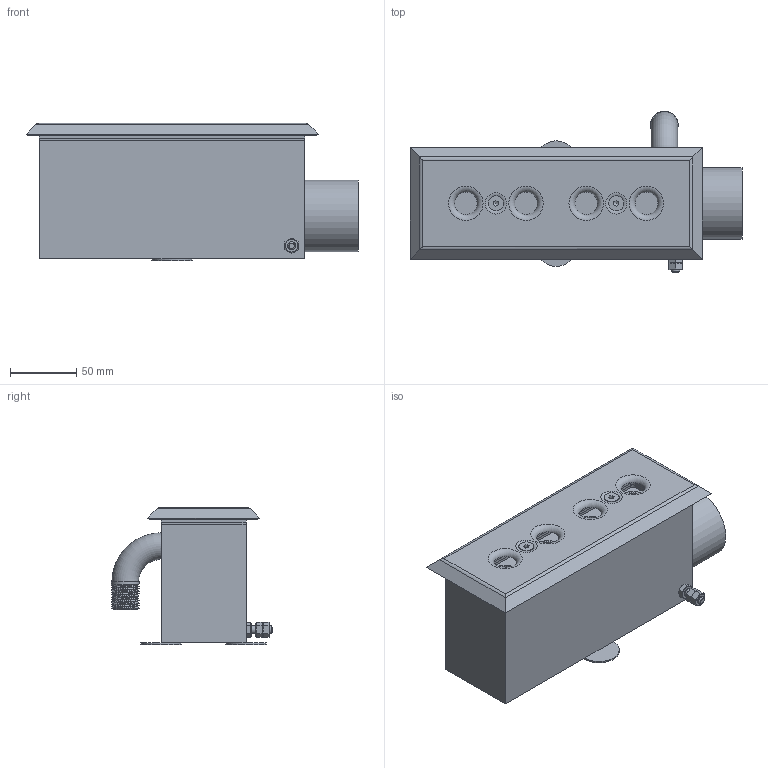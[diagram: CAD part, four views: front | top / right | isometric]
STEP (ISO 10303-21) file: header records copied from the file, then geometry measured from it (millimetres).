
FILE_DESCRIPTION(('STEP AP214'), '1');
FILE_NAME('Ð02-28 Ãèäðîìàññàæíûé ìîäóëü ÊÂÀÄÐÎ ñàéò', '2025-08-22T04:00:02', ('Runwill'), (''), 'C3D Converter', 'C3D Toolkit', '');
FILE_SCHEMA(('AUTOMOTIVE_DESIGN { 1 0 10303 214 3 1 1}'));
Length unit declared in the file: millimetre
Assembly tree (33 placements, depth 4):
  (unnamed)
    (unnamed)
      (unnamed)  x12
      (unnamed)
        (unnamed)
        (unnamed)  x2
    (unnamed)
    (unnamed)
    (unnamed)  x2
    (unnamed)  x10
    (unnamed)  x2
Bounding box: 250.06 x 121.4 x 103.32 mm (x, y, z)
Volume: 232218.8 mm3; surface area: 271699.4 mm2
Topology: 24 solids, 24 shells, 442 faces, 1023 edges, 652 vertices
Faces by surface type: plane 234, cylinder 122, cone 43, torus 29, sphere 10, bspline 4
Full cylindrical faces by diameter (mm): 4.917 x2, 6 x13, 7 x42, 10 x1, 11.34 x2, 13 x1, 17 x4, 20 x9, 20.8 x1, 30.5 x2, 54 x1
Entity records: 21168 total; most frequent: CARTESIAN_POINT 14263, DIRECTION 1184, ORIENTED_EDGE 1048, EDGE_CURVE 524, AXIS2_PLACEMENT_3D 482, EDGE_LOOP 464, VERTEX_POINT 384, FACE_BOUND 308
